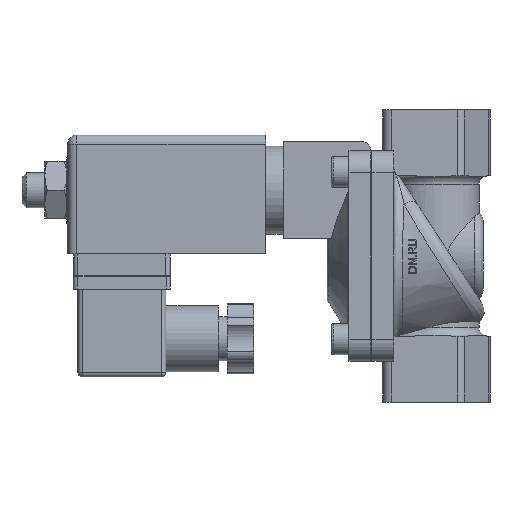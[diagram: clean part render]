
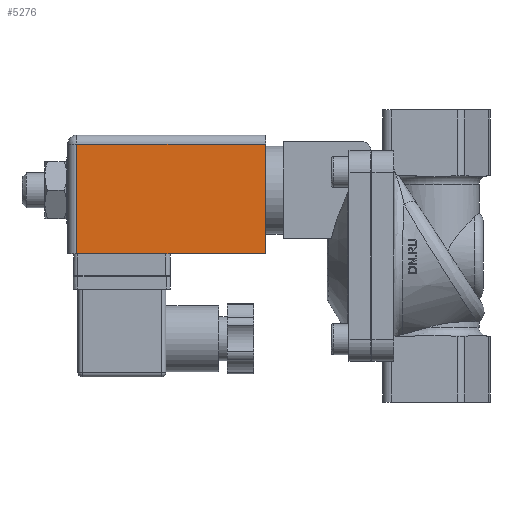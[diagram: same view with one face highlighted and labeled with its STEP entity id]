
A CAD part, left-side view. The second image highlights one B-rep face of the part: STEP entity #5276.
In plain terms, the highlighted face is planar.
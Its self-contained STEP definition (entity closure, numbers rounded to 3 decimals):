
#518=PLANE('',#5802);
#790=FACE_OUTER_BOUND('',#1120,.T.);
#1120=EDGE_LOOP('',(#4483,#4484,#4485,#4486));
#1409=LINE('',#10588,#1706);
#1412=LINE('',#10596,#1709);
#1417=LINE('',#10606,#1714);
#1438=LINE('',#10724,#1735);
#1706=VECTOR('',#6793,10.);
#1709=VECTOR('',#6802,10.);
#1714=VECTOR('',#6813,10.);
#1735=VECTOR('',#6958,10.);
#2360=VERTEX_POINT('',#10577);
#2363=VERTEX_POINT('',#10584);
#2366=VERTEX_POINT('',#10594);
#2368=VERTEX_POINT('',#10605);
#3045=EDGE_CURVE('',#2360,#2363,#1409,.T.);
#3049=EDGE_CURVE('',#2366,#2360,#1412,.T.);
#3054=EDGE_CURVE('',#2368,#2363,#1417,.T.);
#3110=EDGE_CURVE('',#2368,#2366,#1438,.T.);
#4483=ORIENTED_EDGE('',*,*,#3049,.F.);
#4484=ORIENTED_EDGE('',*,*,#3110,.F.);
#4485=ORIENTED_EDGE('',*,*,#3054,.T.);
#4486=ORIENTED_EDGE('',*,*,#3045,.F.);
#5276=ADVANCED_FACE('',(#790),#518,.T.);
#5802=AXIS2_PLACEMENT_3D('',#10723,#6956,#6957);
#6793=DIRECTION('',(0.,-1.,0.));
#6802=DIRECTION('',(0.,0.,-1.));
#6813=DIRECTION('',(0.,0.,-1.));
#6956=DIRECTION('center_axis',(1.,0.,0.));
#6957=DIRECTION('ref_axis',(0.,0.,-1.));
#6958=DIRECTION('',(0.,1.,0.));
#10577=CARTESIAN_POINT('',(12.5,48.,-10.5));
#10584=CARTESIAN_POINT('',(12.5,5.,-10.5));
#10588=CARTESIAN_POINT('',(12.5,5.,-10.5));
#10594=CARTESIAN_POINT('',(12.5,48.,14.5));
#10596=CARTESIAN_POINT('',(12.5,48.,7.75));
#10605=CARTESIAN_POINT('',(12.5,5.,14.5));
#10606=CARTESIAN_POINT('',(12.5,5.,14.5));
#10723=CARTESIAN_POINT('Origin',(12.5,5.,14.5));
#10724=CARTESIAN_POINT('',(12.5,5.,14.5));
